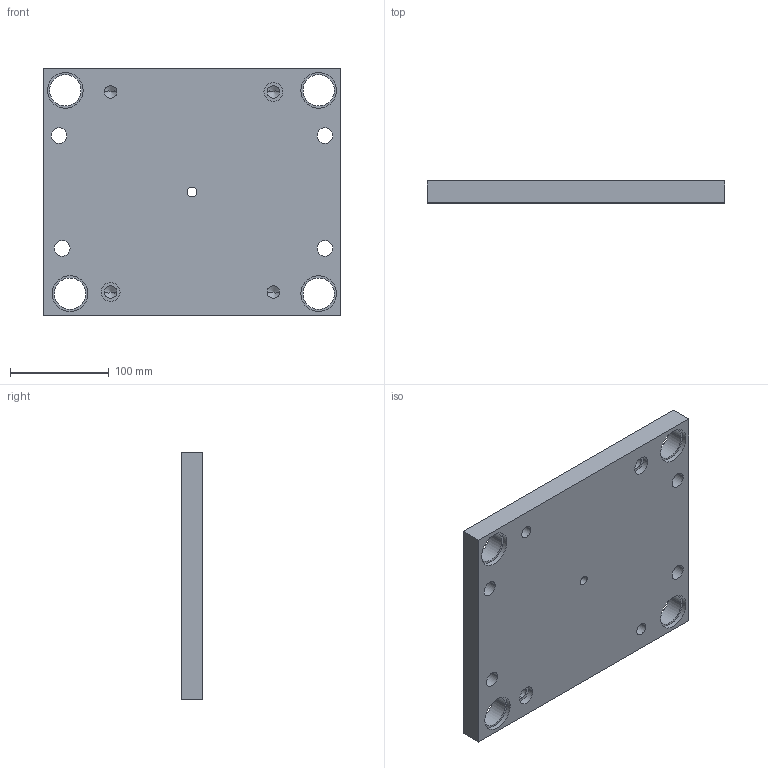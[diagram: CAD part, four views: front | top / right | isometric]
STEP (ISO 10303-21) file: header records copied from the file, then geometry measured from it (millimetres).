
FILE_DESCRIPTION(('produced by SPATIAL CORP'),'2;1');
FILE_NAME( '1012b_.prt.hh.sat.stp','2002-04-19T14:06:50+00:00',('SPATIAL CORP'),('SPATIAL CORP'), 'ACIS STEP Husk','http://www.spatial.com','SPATIAL CORP');
FILE_SCHEMA(('CONFIG_CONTROL_DESIGN'));
Length unit declared in the file: millimetre
Products named in the file (1): PRODUCT_ID_1
Bounding box: 301.62 x 22.23 x 250.82 mm (x, y, z)
Volume: 1576230.5 mm3; surface area: 185012.3 mm2
Topology: 1 solids, 1 shells, 58 faces, 142 edges, 88 vertices
Faces by surface type: cylinder 38, plane 12, cone 8
Entity records: 1803 total; most frequent: DIRECTION 326, CARTESIAN_POINT 280, ORIENTED_EDGE 268, EDGE_CURVE 134, AXIS2_PLACEMENT_3D 134, VERTEX_POINT 88, EDGE_LOOP 86, FACE_BOUND 86
